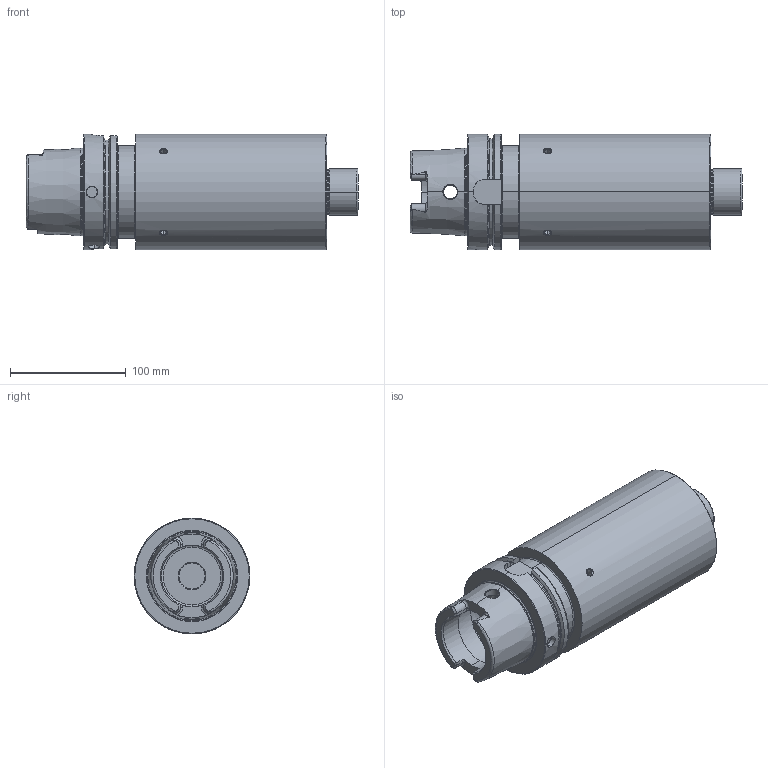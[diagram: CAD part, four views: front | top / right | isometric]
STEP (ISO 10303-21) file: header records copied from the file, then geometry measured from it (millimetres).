
FILE_DESCRIPTION (( 'STEP AP214' ), '1' );
FILE_NAME ('0-D.0.So1.210_A.STEP', '2022-05-06T08:09:45', ( '' ), ( '' ), 'SwSTEP 2.0', 'SolidWorks 2017', '' );
FILE_SCHEMA (( 'AUTOMOTIVE_DESIGN' ));
Length unit declared in the file: millimetre
Products named in the file (1): 0-D.0.So1.210_A
Bounding box: 286.9 x 100 x 100 mm (x, y, z)
Volume: 1640549.8 mm3; surface area: 121254.6 mm2
Topology: 1 solids, 1 shells, 231 faces, 569 edges, 336 vertices
Faces by surface type: cylinder 74, cone 68, plane 44, torus 41, bspline 4
Entity records: 9642 total; most frequent: CARTESIAN_POINT 2924, DIRECTION 1125, ORIENTED_EDGE 1102, EDGE_CURVE 551, AXIS2_PLACEMENT_3D 463, VERTEX_POINT 336, EDGE_LOOP 249, CIRCLE 235
